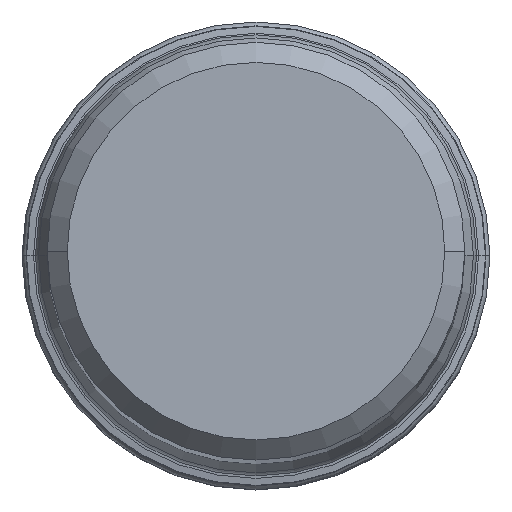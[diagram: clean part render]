
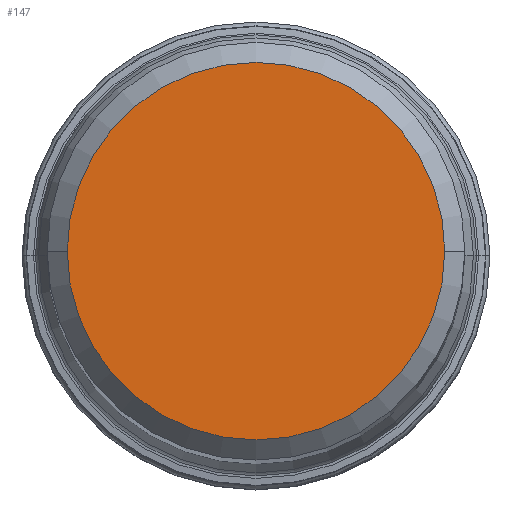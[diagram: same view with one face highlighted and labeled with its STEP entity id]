
A CAD part, top view. The second image highlights one B-rep face of the part: STEP entity #147.
In plain terms, the highlighted planar face has unit normal (0, 0, 1).
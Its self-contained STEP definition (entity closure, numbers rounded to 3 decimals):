
#30=PLANE('',#1104);
#147=ADVANCED_FACE('',(#216),#30,.F.);
#216=FACE_OUTER_BOUND('',#272,.T.);
#272=EDGE_LOOP('',(#465,#466,#467,#468));
#465=ORIENTED_EDGE('',*,*,#679,.F.);
#466=ORIENTED_EDGE('',*,*,#678,.F.);
#467=ORIENTED_EDGE('',*,*,#680,.F.);
#468=ORIENTED_EDGE('',*,*,#681,.F.);
#569=VERTEX_POINT('',#2669);
#570=VERTEX_POINT('',#2671);
#571=VERTEX_POINT('',#2673);
#572=VERTEX_POINT('',#2677);
#678=EDGE_CURVE('',#570,#571,#807,.T.);
#679=EDGE_CURVE('',#571,#569,#808,.T.);
#680=EDGE_CURVE('',#572,#570,#809,.T.);
#681=EDGE_CURVE('',#569,#572,#810,.T.);
#807=CIRCLE('',#1099,11.3);
#808=CIRCLE('',#1100,11.3);
#809=CIRCLE('',#1102,11.3);
#810=CIRCLE('',#1103,11.3);
#1099=AXIS2_PLACEMENT_3D('',#2672,#1375,#1376);
#1100=AXIS2_PLACEMENT_3D('',#2674,#1377,#1378);
#1102=AXIS2_PLACEMENT_3D('',#2676,#1381,#1382);
#1103=AXIS2_PLACEMENT_3D('',#2678,#1383,#1384);
#1104=AXIS2_PLACEMENT_3D('',#2679,#1385,#1386);
#1375=DIRECTION('',(0.,0.,-1.));
#1376=DIRECTION('',(-1.,0.,0.));
#1377=DIRECTION('',(0.,0.,-1.));
#1378=DIRECTION('',(0.,1.,0.));
#1381=DIRECTION('',(0.,0.,-1.));
#1382=DIRECTION('',(0.,-1.,0.));
#1383=DIRECTION('',(0.,0.,-1.));
#1384=DIRECTION('',(1.,0.,0.));
#1385=DIRECTION('',(0.,0.,-1.));
#1386=DIRECTION('',(-1.,0.,0.));
#2669=CARTESIAN_POINT('',(11.3,0.,0.));
#2671=CARTESIAN_POINT('',(-11.3,0.,0.));
#2672=CARTESIAN_POINT('',(0.,0.,0.));
#2673=CARTESIAN_POINT('',(0.,11.3,0.));
#2674=CARTESIAN_POINT('',(0.,0.,0.));
#2676=CARTESIAN_POINT('',(0.,0.,0.));
#2677=CARTESIAN_POINT('',(0.,-11.3,0.));
#2678=CARTESIAN_POINT('',(0.,0.,0.));
#2679=CARTESIAN_POINT('',(0.,0.,0.));
